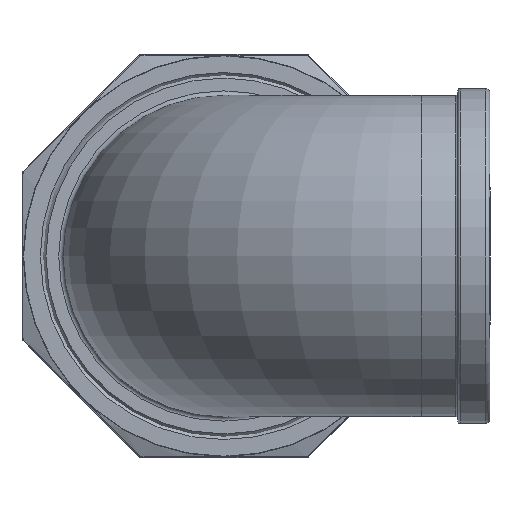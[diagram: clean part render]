
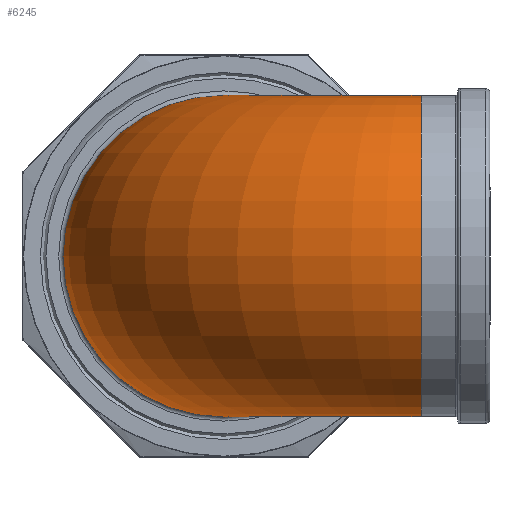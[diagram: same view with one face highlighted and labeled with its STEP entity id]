
A CAD part, left-side view. The second image highlights one B-rep face of the part: STEP entity #6245.
In plain terms, the highlighted toroidal (fillet/blend) face has major radius 43 mm and minor radius 35 mm.
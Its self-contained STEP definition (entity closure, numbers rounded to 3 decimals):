
#844 = CIRCLE ( 'NONE', #19611, 35. ) ;
#2205 = FACE_OUTER_BOUND ( 'NONE', #2695, .T. ) ;
#2384 = CARTESIAN_POINT ( 'NONE',  ( -63.5, -43., 0. ) ) ;
#2551 = VERTEX_POINT ( 'NONE', #8570 ) ;
#2695 = EDGE_LOOP ( 'NONE', ( #16459 ) ) ;
#6245 = ADVANCED_FACE ( 'NONE', ( #2205, #8001 ), #9961, .T. ) ;
#6522 = DIRECTION ( 'NONE',  ( -1., 0., 0. ) ) ;
#6735 = EDGE_CURVE ( 'NONE', #2551, #2551, #844, .T. ) ;
#8001 = FACE_OUTER_BOUND ( 'NONE', #14966, .T. ) ;
#8395 = DIRECTION ( 'NONE',  ( 0., -1., 0. ) ) ;
#8570 = CARTESIAN_POINT ( 'NONE',  ( -28.5, -43., 0. ) ) ;
#9961 = TOROIDAL_SURFACE ( 'NONE', #18307, 43., 35. ) ;
#10098 = DIRECTION ( 'NONE',  ( 0., 0., 1. ) ) ;
#10474 = ORIENTED_EDGE ( 'NONE', *, *, #10608, .T. ) ;
#10608 = EDGE_CURVE ( 'NONE', #11995, #11995, #19049, .T. ) ;
#11189 = DIRECTION ( 'NONE',  ( 0., -1., 0. ) ) ;
#11995 = VERTEX_POINT ( 'NONE', #13891 ) ;
#12698 = AXIS2_PLACEMENT_3D ( 'NONE', #17316, #6522, #11189 ) ;
#13891 = CARTESIAN_POINT ( 'NONE',  ( -20.5, -35., 0. ) ) ;
#14939 = CARTESIAN_POINT ( 'NONE',  ( -20.5, -43., 0. ) ) ;
#14966 = EDGE_LOOP ( 'NONE', ( #10474 ) ) ;
#16035 = DIRECTION ( 'NONE',  ( 1., 0., 0. ) ) ;
#16459 = ORIENTED_EDGE ( 'NONE', *, *, #6735, .F. ) ;
#17316 = CARTESIAN_POINT ( 'NONE',  ( -20.5, 0., 0. ) ) ;
#17631 = DIRECTION ( 'NONE',  ( 1., 0., 0. ) ) ;
#18307 = AXIS2_PLACEMENT_3D ( 'NONE', #14939, #10098, #16035 ) ;
#19049 = CIRCLE ( 'NONE', #12698, 35. ) ;
#19611 = AXIS2_PLACEMENT_3D ( 'NONE', #2384, #8395, #17631 ) ;
